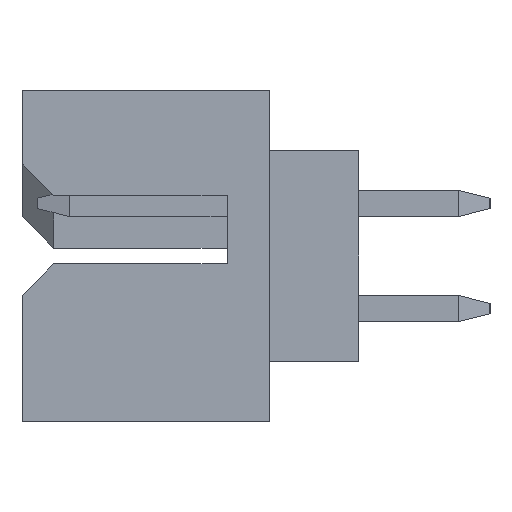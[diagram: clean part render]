
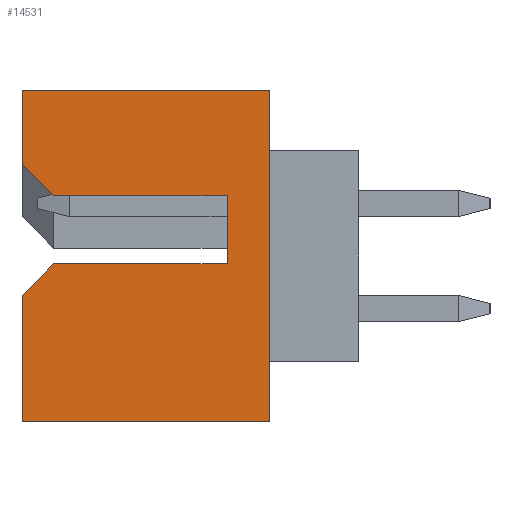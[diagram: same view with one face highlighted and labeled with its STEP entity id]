
A CAD part, left-side view. The second image highlights one B-rep face of the part: STEP entity #14531.
In plain terms, the highlighted planar face has unit normal (-1, 0, 0).
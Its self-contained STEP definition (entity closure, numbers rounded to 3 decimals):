
#1=DIRECTION('',(0.,-1.,0.));
#2=VECTOR('',#1,4.7);
#3=CARTESIAN_POINT('',(-23.325,3.2,-3.15));
#4=LINE('',#3,#2);
#17=DIRECTION('',(0.,0.707,-0.707));
#18=VECTOR('',#17,0.849);
#19=CARTESIAN_POINT('',(-23.325,2.6,-0.15));
#20=LINE('',#19,#18);
#21=DIRECTION('',(0.,-1.,0.));
#22=VECTOR('',#21,3.3);
#23=CARTESIAN_POINT('',(-23.325,2.6,-0.15));
#24=LINE('',#23,#22);
#25=DIRECTION('',(0.,0.,-1.));
#26=VECTOR('',#25,1.3);
#27=CARTESIAN_POINT('',(-23.325,-0.7,1.15));
#28=LINE('',#27,#26);
#29=DIRECTION('',(0.,-1.,0.));
#30=VECTOR('',#29,3.3);
#31=CARTESIAN_POINT('',(-23.325,2.6,1.15));
#32=LINE('',#31,#30);
#33=DIRECTION('',(0.,-0.707,-0.707));
#34=VECTOR('',#33,0.849);
#35=CARTESIAN_POINT('',(-23.325,3.2,1.75));
#36=LINE('',#35,#34);
#37=DIRECTION('',(0.,0.,1.));
#38=VECTOR('',#37,1.4);
#39=CARTESIAN_POINT('',(-23.325,3.2,1.75));
#40=LINE('',#39,#38);
#41=DIRECTION('',(0.,0.,1.));
#42=VECTOR('',#41,6.3);
#43=CARTESIAN_POINT('',(-23.325,-1.5,-3.15));
#44=LINE('',#43,#42);
#45=DIRECTION('',(0.,0.,1.));
#46=VECTOR('',#45,2.4);
#47=CARTESIAN_POINT('',(-23.325,3.2,-3.15));
#48=LINE('',#47,#46);
#10267=DIRECTION('',(0.,-1.,0.));
#10268=VECTOR('',#10267,4.7);
#10269=CARTESIAN_POINT('',(-23.325,3.2,3.15));
#10270=LINE('',#10269,#10268);
#11050=CARTESIAN_POINT('',(-23.325,3.2,-3.15));
#11052=VERTEX_POINT('',#11050);
#11069=CARTESIAN_POINT('',(-23.325,-1.5,-3.15));
#11070=VERTEX_POINT('',#11069);
#11073=CARTESIAN_POINT('',(-23.325,3.2,3.15));
#11074=CARTESIAN_POINT('',(-23.325,-1.5,3.15));
#11075=VERTEX_POINT('',#11073);
#11076=VERTEX_POINT('',#11074);
#11125=CARTESIAN_POINT('',(-23.325,-0.7,1.15));
#11126=CARTESIAN_POINT('',(-23.325,-0.7,-0.15));
#11127=VERTEX_POINT('',#11125);
#11128=VERTEX_POINT('',#11126);
#11457=CARTESIAN_POINT('',(-23.325,2.6,-0.15));
#11458=CARTESIAN_POINT('',(-23.325,3.2,-0.75));
#11459=VERTEX_POINT('',#11457);
#11460=VERTEX_POINT('',#11458);
#11501=CARTESIAN_POINT('',(-23.325,3.2,1.75));
#11502=CARTESIAN_POINT('',(-23.325,2.6,1.15));
#11503=VERTEX_POINT('',#11501);
#11504=VERTEX_POINT('',#11502);
#14505=CARTESIAN_POINT('',(-23.325,3.2,-3.15));
#14506=DIRECTION('',(-1.,0.,0.));
#14507=DIRECTION('',(0.,-1.,0.));
#14508=AXIS2_PLACEMENT_3D('',#14505,#14506,#14507);
#14509=PLANE('',#14508);
#14511=ORIENTED_EDGE('',*,*,#14510,.F.);
#14513=ORIENTED_EDGE('',*,*,#14512,.T.);
#14515=ORIENTED_EDGE('',*,*,#14514,.F.);
#14517=ORIENTED_EDGE('',*,*,#14516,.F.);
#14519=ORIENTED_EDGE('',*,*,#14518,.F.);
#14521=ORIENTED_EDGE('',*,*,#14520,.T.);
#14523=ORIENTED_EDGE('',*,*,#14522,.T.);
#14525=ORIENTED_EDGE('',*,*,#14524,.F.);
#14526=ORIENTED_EDGE('',*,*,#14494,.F.);
#14528=ORIENTED_EDGE('',*,*,#14527,.T.);
#14529=EDGE_LOOP('',(#14511,#14513,#14515,#14517,#14519,#14521,#14523,#14525,
#14526,#14528));
#14530=FACE_OUTER_BOUND('',#14529,.F.);
#14531=ADVANCED_FACE('',(#14530),#14509,.T.);
#14494=EDGE_CURVE('',#11052,#11070,#4,.T.);
#14510=EDGE_CURVE('',#11459,#11460,#20,.T.);
#14512=EDGE_CURVE('',#11459,#11128,#24,.T.);
#14514=EDGE_CURVE('',#11127,#11128,#28,.T.);
#14516=EDGE_CURVE('',#11504,#11127,#32,.T.);
#14518=EDGE_CURVE('',#11503,#11504,#36,.T.);
#14520=EDGE_CURVE('',#11503,#11075,#40,.T.);
#14522=EDGE_CURVE('',#11075,#11076,#10270,.T.);
#14524=EDGE_CURVE('',#11070,#11076,#44,.T.);
#14527=EDGE_CURVE('',#11052,#11460,#48,.T.);
